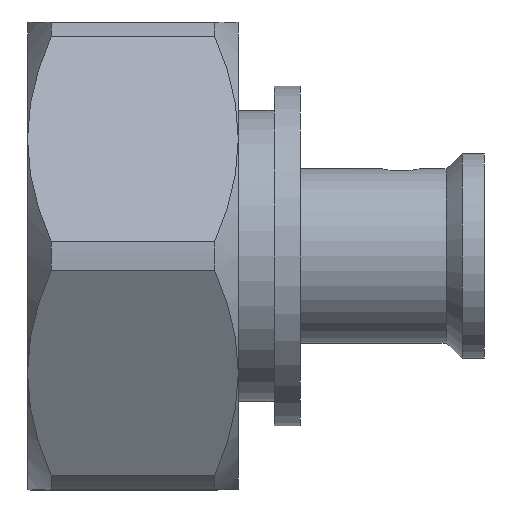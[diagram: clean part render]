
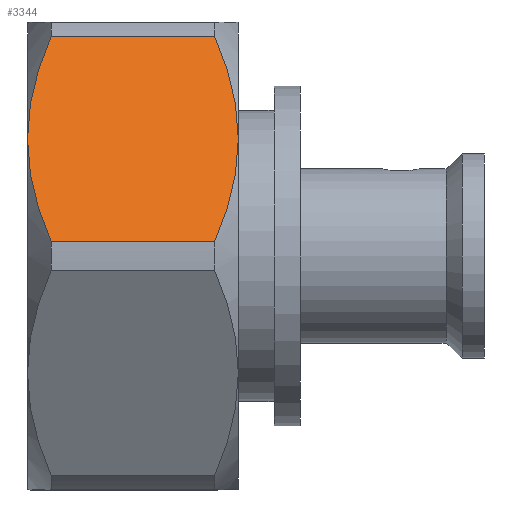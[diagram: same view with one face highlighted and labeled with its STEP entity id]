
A CAD part, front view. The second image highlights one B-rep face of the part: STEP entity #3344.
In plain terms, the highlighted planar face has unit normal (0, -0.866, 0.5).
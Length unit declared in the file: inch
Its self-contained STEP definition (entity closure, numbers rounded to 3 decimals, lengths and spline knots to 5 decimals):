
#19 = CARTESIAN_POINT ( 'NONE',  ( 0.55134, -0.4738, 0.42936 ) ) ;
#34 = VERTEX_POINT ( 'NONE', #3576 ) ;
#111 = CARTESIAN_POINT ( 'NONE',  ( 0.49959, -0.38301, 0.58661 ) ) ;
#138 = CARTESIAN_POINT ( 'NONE',  ( 0., -0.54127, 0.3125 ) ) ;
#252 = CARTESIAN_POINT ( 'NONE',  ( 0., -0.38301, 0.58661 ) ) ;
#325 = CARTESIAN_POINT ( 'NONE',  ( 0.53484, -0.64812, 0.12741 ) ) ;
#374 = VERTEX_POINT ( 'NONE', #3582 ) ;
#377 = EDGE_CURVE ( 'NONE', #4126, #34, #1093, .T. ) ;
#418 = CARTESIAN_POINT ( 'NONE',  ( 0.56002, -0.50725, 0.37142 ) ) ;
#616 = CARTESIAN_POINT ( 'NONE',  ( 2.68172, -0.72169, 0. ) ) ;
#673 = EDGE_CURVE ( 'NONE', #2915, #2129, #1624, .T. ) ;
#725 = CARTESIAN_POINT ( 'NONE',  ( 0.51894, -0.67399, 0.08262 ) ) ;
#727 = CARTESIAN_POINT ( 'NONE',  ( 0.563, -0.54127, 0.3125 ) ) ;
#856 = ORIENTED_EDGE ( 'NONE', *, *, #673, .T. ) ;
#900 = CARTESIAN_POINT ( 'NONE',  ( 0.00611, -0.59546, 0.21863 ) ) ;
#944 = CARTESIAN_POINT ( 'NONE',  ( 0., -0.54127, 0.3125 ) ) ;
#1061 = CARTESIAN_POINT ( 'NONE',  ( 0.02816, -0.43441, 0.49758 ) ) ;
#1093 = B_SPLINE_CURVE_WITH_KNOTS ( 'NONE', 3,
 ( #727, #2583, #2001, #3268, #418, #2646, #19, #1684, #2965, #111 ),
 .UNSPECIFIED., .F., .F.,
 ( 4, 2, 2, 2, 4 ),
 ( 0.0082, 0.00922, 0.01024, 0.01228, 0.01637 ),
 .UNSPECIFIED. ) ;
#1106 = ORIENTED_EDGE ( 'NONE', *, *, #1809, .T. ) ;
#1115 = CARTESIAN_POINT ( 'NONE',  ( 0., -0.69952, 0.03839 ) ) ;
#1381 = EDGE_CURVE ( 'NONE', #2474, #2915, #2119, .T. ) ;
#1412 = ORIENTED_EDGE ( 'NONE', *, *, #2973, .T. ) ;
#1477 = LINE ( 'NONE', #252, #3401 ) ;
#1535 = CARTESIAN_POINT ( 'NONE',  ( 0.06341, -0.69952, 0.03839 ) ) ;
#1559 = DIRECTION ( 'NONE',  ( 0., -0.866, 0.5 ) ) ;
#1601 = EDGE_CURVE ( 'NONE', #34, #2474, #1477, .T. ) ;
#1624 = B_SPLINE_CURVE_WITH_KNOTS ( 'NONE', 3,
 ( #944, #3801, #900, #4077, #2175, #1535 ),
 .UNSPECIFIED., .F., .F.,
 ( 4, 2, 4 ),
 ( 0.09227, 0.09627, 0.10027 ),
 .UNSPECIFIED. ) ;
#1635 = CARTESIAN_POINT ( 'NONE',  ( 0.55689, -0.59546, 0.21863 ) ) ;
#1684 = CARTESIAN_POINT ( 'NONE',  ( 0.53478, -0.4343, 0.49777 ) ) ;
#1809 = EDGE_CURVE ( 'NONE', #2129, #374, #3892, .T. ) ;
#1907 = B_SPLINE_CURVE_WITH_KNOTS ( 'NONE', 3,
 ( #2580, #725, #325, #1635, #2559, #2963 ),
 .UNSPECIFIED., .F., .F.,
 ( 4, 2, 4 ),
 ( 0., 0.0041, 0.0082 ),
 .UNSPECIFIED. ) ;
#2001 = CARTESIAN_POINT ( 'NONE',  ( 0.56262, -0.52759, 0.33619 ) ) ;
#2033 = DIRECTION ( 'NONE',  ( 1., 0., 0. ) ) ;
#2069 = CARTESIAN_POINT ( 'NONE',  ( 0., -0.51388, 0.35994 ) ) ;
#2119 = B_SPLINE_CURVE_WITH_KNOTS ( 'NONE', 3,
 ( #3339, #3919, #1061, #2366, #2069, #138 ),
 .UNSPECIFIED., .F., .F.,
 ( 4, 2, 4 ),
 ( 0.08759, 0.09159, 0.0956 ),
 .UNSPECIFIED. ) ;
#2129 = VERTEX_POINT ( 'NONE', #3862 ) ;
#2175 = CARTESIAN_POINT ( 'NONE',  ( 0.04406, -0.67399, 0.08262 ) ) ;
#2334 = CARTESIAN_POINT ( 'NONE',  ( 0., -0.54127, 0.3125 ) ) ;
#2366 = CARTESIAN_POINT ( 'NONE',  ( 0.00611, -0.48707, 0.40637 ) ) ;
#2444 = ORIENTED_EDGE ( 'NONE', *, *, #1381, .T. ) ;
#2474 = VERTEX_POINT ( 'NONE', #2956 ) ;
#2559 = CARTESIAN_POINT ( 'NONE',  ( 0.563, -0.56866, 0.26506 ) ) ;
#2580 = CARTESIAN_POINT ( 'NONE',  ( 0.49959, -0.69952, 0.03839 ) ) ;
#2583 = CARTESIAN_POINT ( 'NONE',  ( 0.563, -0.53444, 0.32432 ) ) ;
#2600 = ORIENTED_EDGE ( 'NONE', *, *, #1601, .T. ) ;
#2646 = CARTESIAN_POINT ( 'NONE',  ( 0.55565, -0.48709, 0.40633 ) ) ;
#2735 = VECTOR ( 'NONE', #2033, 39.37008 ) ;
#2758 = PLANE ( 'NONE',  #3821 ) ;
#2915 = VERTEX_POINT ( 'NONE', #2334 ) ;
#2918 = EDGE_LOOP ( 'NONE', ( #1106, #1412, #4027, #2600, #2444, #856 ) ) ;
#2956 = CARTESIAN_POINT ( 'NONE',  ( 0.06341, -0.38301, 0.58661 ) ) ;
#2963 = CARTESIAN_POINT ( 'NONE',  ( 0.563, -0.54127, 0.3125 ) ) ;
#2965 = CARTESIAN_POINT ( 'NONE',  ( 0.5189, -0.40848, 0.54249 ) ) ;
#2973 = EDGE_CURVE ( 'NONE', #374, #4126, #1907, .T. ) ;
#3086 = DIRECTION ( 'NONE',  ( -1., 0., 0. ) ) ;
#3268 = CARTESIAN_POINT ( 'NONE',  ( 0.56113, -0.514, 0.35972 ) ) ;
#3339 = CARTESIAN_POINT ( 'NONE',  ( 0.06341, -0.38301, 0.58661 ) ) ;
#3344 = ADVANCED_FACE ( 'NONE', ( #3466 ), #2758, .T. ) ;
#3401 = VECTOR ( 'NONE', #3086, 39.37008 ) ;
#3466 = FACE_OUTER_BOUND ( 'NONE', #2918, .T. ) ;
#3576 = CARTESIAN_POINT ( 'NONE',  ( 0.49959, -0.38301, 0.58661 ) ) ;
#3582 = CARTESIAN_POINT ( 'NONE',  ( 0.49959, -0.69952, 0.03839 ) ) ;
#3801 = CARTESIAN_POINT ( 'NONE',  ( 0., -0.56866, 0.26506 ) ) ;
#3821 = AXIS2_PLACEMENT_3D ( 'NONE', #616, #1559, #4042 ) ;
#3862 = CARTESIAN_POINT ( 'NONE',  ( 0.06341, -0.69952, 0.03839 ) ) ;
#3892 = LINE ( 'NONE', #1115, #2735 ) ;
#3917 = CARTESIAN_POINT ( 'NONE',  ( 0.563, -0.54127, 0.3125 ) ) ;
#3919 = CARTESIAN_POINT ( 'NONE',  ( 0.04406, -0.40854, 0.54238 ) ) ;
#4027 = ORIENTED_EDGE ( 'NONE', *, *, #377, .T. ) ;
#4042 = DIRECTION ( 'NONE',  ( 0., -0.5, -0.866 ) ) ;
#4077 = CARTESIAN_POINT ( 'NONE',  ( 0.02816, -0.64812, 0.12742 ) ) ;
#4126 = VERTEX_POINT ( 'NONE', #3917 ) ;
